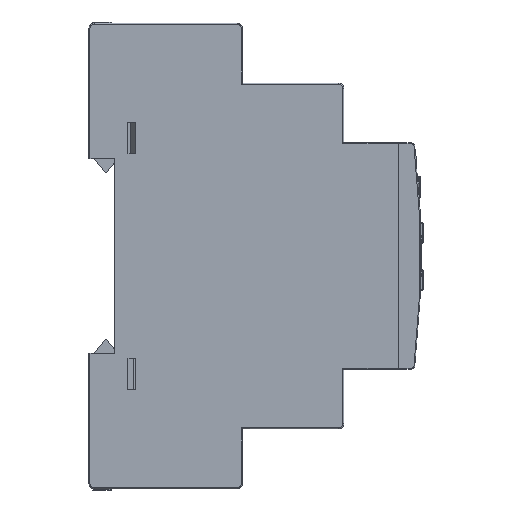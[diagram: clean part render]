
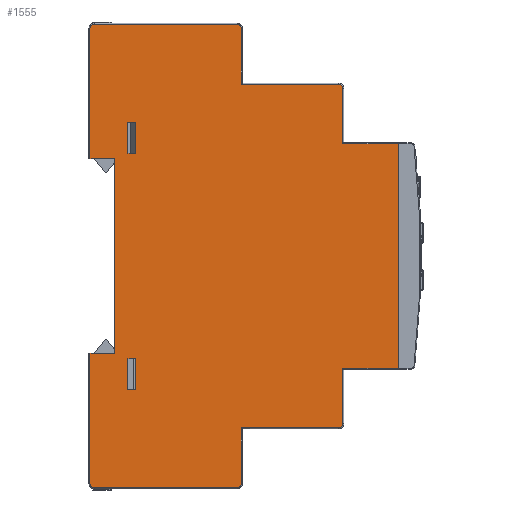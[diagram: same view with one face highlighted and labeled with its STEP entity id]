
A CAD part, left-side view. The second image highlights one B-rep face of the part: STEP entity #1555.
In plain terms, the highlighted planar face has unit normal (-1, 0, 0).
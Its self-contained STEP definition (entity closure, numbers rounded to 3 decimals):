
#1555=ADVANCED_FACE('',(#2727,#2729,#2731),#2733,.F.);
#2727=FACE_BOUND('',#2728,.T.);
#2728=EDGE_LOOP('',(#6524,#6525,#6526,#6527,#6528,#6529,#6530,#6531,#6532,#6533,
#6534,#6535,#6536,#6537,#6538,#6539,#6540,#6541,#6542,#6543,#6544,#6545));
#2729=FACE_BOUND('',#2730,.T.);
#2730=EDGE_LOOP('',(#6546,#6547,#6548,#6549));
#2731=FACE_BOUND('',#2732,.T.);
#2732=EDGE_LOOP('',(#6550,#6551,#6552,#6553));
#2733=PLANE('',#2734);
#2734=AXIS2_PLACEMENT_3D('',#2735,#2736,#2737);
#2735=CARTESIAN_POINT('',(0.,0.,0.));
#2736=DIRECTION('',(1.,0.,0.));
#2737=DIRECTION('',(0.,1.,0.));
#6524=ORIENTED_EDGE('',*,*,#9268,.F.);
#6525=ORIENTED_EDGE('',*,*,#9269,.F.);
#6526=ORIENTED_EDGE('',*,*,#9270,.F.);
#6527=ORIENTED_EDGE('',*,*,#9271,.F.);
#6528=ORIENTED_EDGE('',*,*,#9272,.F.);
#6529=ORIENTED_EDGE('',*,*,#9273,.F.);
#6530=ORIENTED_EDGE('',*,*,#9259,.F.);
#6531=ORIENTED_EDGE('',*,*,#9231,.F.);
#6532=ORIENTED_EDGE('',*,*,#9253,.F.);
#6533=ORIENTED_EDGE('',*,*,#9274,.F.);
#6534=ORIENTED_EDGE('',*,*,#9275,.F.);
#6535=ORIENTED_EDGE('',*,*,#9276,.F.);
#6536=ORIENTED_EDGE('',*,*,#9277,.F.);
#6537=ORIENTED_EDGE('',*,*,#9278,.F.);
#6538=ORIENTED_EDGE('',*,*,#9279,.F.);
#6539=ORIENTED_EDGE('',*,*,#9280,.F.);
#6540=ORIENTED_EDGE('',*,*,#9281,.F.);
#6541=ORIENTED_EDGE('',*,*,#9282,.F.);
#6542=ORIENTED_EDGE('',*,*,#9283,.F.);
#6543=ORIENTED_EDGE('',*,*,#9284,.F.);
#6544=ORIENTED_EDGE('',*,*,#9285,.F.);
#6545=ORIENTED_EDGE('',*,*,#9286,.F.);
#6546=ORIENTED_EDGE('',*,*,#9287,.T.);
#6547=ORIENTED_EDGE('',*,*,#9288,.T.);
#6548=ORIENTED_EDGE('',*,*,#9289,.T.);
#6549=ORIENTED_EDGE('',*,*,#9290,.T.);
#6550=ORIENTED_EDGE('',*,*,#9291,.T.);
#6551=ORIENTED_EDGE('',*,*,#9292,.T.);
#6552=ORIENTED_EDGE('',*,*,#9293,.T.);
#6553=ORIENTED_EDGE('',*,*,#9294,.T.);
#9231=EDGE_CURVE('',#10807,#10809,#10810,.T.);
#9253=EDGE_CURVE('',#10849,#10807,#10852,.T.);
#9259=EDGE_CURVE('',#10809,#10857,#10862,.T.);
#9268=EDGE_CURVE('',#10877,#10878,#10879,.T.);
#9269=EDGE_CURVE('',#10880,#10877,#10881,.T.);
#9270=EDGE_CURVE('',#10882,#10880,#10883,.T.);
#9271=EDGE_CURVE('',#10884,#10882,#10885,.T.);
#9272=EDGE_CURVE('',#10886,#10884,#10887,.T.);
#9273=EDGE_CURVE('',#10857,#10886,#10888,.T.);
#9274=EDGE_CURVE('',#10889,#10849,#10890,.T.);
#9275=EDGE_CURVE('',#10891,#10889,#10892,.T.);
#9276=EDGE_CURVE('',#10893,#10891,#10894,.T.);
#9277=EDGE_CURVE('',#10895,#10893,#10896,.T.);
#9278=EDGE_CURVE('',#10897,#10895,#10898,.T.);
#9279=EDGE_CURVE('',#10899,#10897,#10900,.T.);
#9280=EDGE_CURVE('',#10901,#10899,#10902,.T.);
#9281=EDGE_CURVE('',#10903,#10901,#10904,.T.);
#9282=EDGE_CURVE('',#10905,#10903,#10906,.T.);
#9283=EDGE_CURVE('',#10907,#10905,#10908,.T.);
#9284=EDGE_CURVE('',#10909,#10907,#10910,.T.);
#9285=EDGE_CURVE('',#10911,#10909,#10912,.T.);
#9286=EDGE_CURVE('',#10878,#10911,#10913,.T.);
#9287=EDGE_CURVE('',#10914,#10915,#10916,.T.);
#9288=EDGE_CURVE('',#10915,#10917,#10918,.T.);
#9289=EDGE_CURVE('',#10917,#10919,#10920,.T.);
#9290=EDGE_CURVE('',#10919,#10914,#10921,.T.);
#9291=EDGE_CURVE('',#10922,#10923,#10924,.T.);
#9292=EDGE_CURVE('',#10923,#10925,#10926,.T.);
#9293=EDGE_CURVE('',#10925,#10927,#10928,.T.);
#9294=EDGE_CURVE('',#10927,#10922,#10929,.T.);
#10807=VERTEX_POINT('',#13591);
#10809=VERTEX_POINT('',#13595);
#10810=LINE('',#13596,#13597);
#10849=VERTEX_POINT('',#13677);
#10852=LINE('',#13683,#13684);
#10857=VERTEX_POINT('',#13694);
#10862=LINE('',#13706,#13707);
#10877=VERTEX_POINT('',#13741);
#10878=VERTEX_POINT('',#13742);
#10879=LINE('',#13743,#13744);
#10880=VERTEX_POINT('',#13746);
#10881=LINE('',#13747,#13748);
#10882=VERTEX_POINT('',#13750);
#10883=CIRCLE('',#13751,0.8);
#10884=VERTEX_POINT('',#13755);
#10885=LINE('',#13756,#13757);
#10886=VERTEX_POINT('',#13759);
#10887=CIRCLE('',#13760,0.8);
#10888=LINE('',#13764,#13765);
#10889=VERTEX_POINT('',#13767);
#10890=LINE('',#13768,#13769);
#10891=VERTEX_POINT('',#13771);
#10892=CIRCLE('',#13772,0.8);
#10893=VERTEX_POINT('',#13776);
#10894=LINE('',#13777,#13778);
#10895=VERTEX_POINT('',#13780);
#10896=CIRCLE('',#13781,0.8);
#10897=VERTEX_POINT('',#13785);
#10898=LINE('',#13786,#13787);
#10899=VERTEX_POINT('',#13789);
#10900=LINE('',#13790,#13791);
#10901=VERTEX_POINT('',#13793);
#10902=CIRCLE('',#13794,0.8);
#10903=VERTEX_POINT('',#13798);
#10904=LINE('',#13799,#13800);
#10905=VERTEX_POINT('',#13802);
#10906=LINE('',#13803,#13804);
#10907=VERTEX_POINT('',#13806);
#10908=LINE('',#13807,#13808);
#10909=VERTEX_POINT('',#13810);
#10910=LINE('',#13811,#13812);
#10911=VERTEX_POINT('',#13814);
#10912=LINE('',#13815,#13816);
#10913=CIRCLE('',#13818,0.8);
#10914=VERTEX_POINT('',#13822);
#10915=VERTEX_POINT('',#13823);
#10916=LINE('',#13824,#13825);
#10917=VERTEX_POINT('',#13827);
#10918=LINE('',#13828,#13829);
#10919=VERTEX_POINT('',#13831);
#10920=LINE('',#13832,#13833);
#10921=LINE('',#13835,#13836);
#10922=VERTEX_POINT('',#13838);
#10923=VERTEX_POINT('',#13839);
#10924=LINE('',#13840,#13841);
#10925=VERTEX_POINT('',#13843);
#10926=LINE('',#13844,#13845);
#10927=VERTEX_POINT('',#13847);
#10928=LINE('',#13848,#13849);
#10929=LINE('',#13851,#13852);
#13591=CARTESIAN_POINT('',(0.,24.75,-18.75));
#13595=CARTESIAN_POINT('',(0.,24.75,18.75));
#13596=CARTESIAN_POINT('',(0.,24.75,-18.75));
#13597=VECTOR('',#13598,1.);
#13598=DIRECTION('',(0.,0.,1.));
#13677=CARTESIAN_POINT('',(0.,29.55,-18.75));
#13683=CARTESIAN_POINT('',(0.,29.55,-18.75));
#13684=VECTOR('',#13685,1.);
#13685=DIRECTION('',(0.,-1.,0.));
#13694=CARTESIAN_POINT('',(0.,29.55,18.75));
#13706=CARTESIAN_POINT('',(0.,24.75,18.75));
#13707=VECTOR('',#13708,1.);
#13708=DIRECTION('',(0.,1.,0.));
#13741=CARTESIAN_POINT('',(0.,0.45,33.05));
#13742=CARTESIAN_POINT('',(0.,-18.25,33.05));
#13743=CARTESIAN_POINT('',(0.,0.45,33.05));
#13744=VECTOR('',#13745,1.);
#13745=DIRECTION('',(0.,-1.,0.));
#13746=CARTESIAN_POINT('',(0.,0.45,43.75));
#13747=CARTESIAN_POINT('',(0.,0.45,43.75));
#13748=VECTOR('',#13749,1.);
#13749=DIRECTION('',(0.,0.,-1.));
#13750=CARTESIAN_POINT('',(0.,1.25,44.55));
#13751=AXIS2_PLACEMENT_3D('',#13752,#13753,#13754);
#13752=CARTESIAN_POINT('',(0.,1.25,43.75));
#13753=DIRECTION('',(1.,0.,0.));
#13754=DIRECTION('',(0.,0.,1.));
#13755=CARTESIAN_POINT('',(0.,28.75,44.55));
#13756=CARTESIAN_POINT('',(0.,28.75,44.55));
#13757=VECTOR('',#13758,1.);
#13758=DIRECTION('',(0.,-1.,0.));
#13759=CARTESIAN_POINT('',(0.,29.55,43.75));
#13760=AXIS2_PLACEMENT_3D('',#13761,#13762,#13763);
#13761=CARTESIAN_POINT('',(0.,28.75,43.75));
#13762=DIRECTION('',(1.,0.,0.));
#13763=DIRECTION('',(0.,1.,0.));
#13764=CARTESIAN_POINT('',(0.,29.55,18.75));
#13765=VECTOR('',#13766,1.);
#13766=DIRECTION('',(0.,0.,1.));
#13767=CARTESIAN_POINT('',(0.,29.55,-43.75));
#13768=CARTESIAN_POINT('',(0.,29.55,-43.75));
#13769=VECTOR('',#13770,1.);
#13770=DIRECTION('',(0.,0.,1.));
#13771=CARTESIAN_POINT('',(0.,28.75,-44.55));
#13772=AXIS2_PLACEMENT_3D('',#13773,#13774,#13775);
#13773=CARTESIAN_POINT('',(0.,28.75,-43.75));
#13774=DIRECTION('',(1.,0.,0.));
#13775=DIRECTION('',(0.,0.,-1.));
#13776=CARTESIAN_POINT('',(0.,1.25,-44.55));
#13777=CARTESIAN_POINT('',(0.,1.25,-44.55));
#13778=VECTOR('',#13779,1.);
#13779=DIRECTION('',(0.,1.,0.));
#13780=CARTESIAN_POINT('',(0.,0.45,-43.75));
#13781=AXIS2_PLACEMENT_3D('',#13782,#13783,#13784);
#13782=CARTESIAN_POINT('',(0.,1.25,-43.75));
#13783=DIRECTION('',(1.,0.,0.));
#13784=DIRECTION('',(0.,-1.,0.));
#13785=CARTESIAN_POINT('',(0.,0.45,-33.05));
#13786=CARTESIAN_POINT('',(0.,0.45,-33.05));
#13787=VECTOR('',#13788,1.);
#13788=DIRECTION('',(0.,0.,-1.));
#13789=CARTESIAN_POINT('',(0.,-18.25,-33.05));
#13790=CARTESIAN_POINT('',(0.,-18.25,-33.05));
#13791=VECTOR('',#13792,1.);
#13792=DIRECTION('',(0.,1.,0.));
#13793=CARTESIAN_POINT('',(0.,-19.05,-32.25));
#13794=AXIS2_PLACEMENT_3D('',#13795,#13796,#13797);
#13795=CARTESIAN_POINT('',(0.,-18.25,-32.25));
#13796=DIRECTION('',(1.,0.,0.));
#13797=DIRECTION('',(0.,-1.,0.));
#13798=CARTESIAN_POINT('',(0.,-19.05,-21.55));
#13799=CARTESIAN_POINT('',(0.,-19.05,-21.55));
#13800=VECTOR('',#13801,1.);
#13801=DIRECTION('',(0.,0.,-1.));
#13802=CARTESIAN_POINT('',(0.,-29.75,-21.55));
#13803=CARTESIAN_POINT('',(0.,-29.75,-21.55));
#13804=VECTOR('',#13805,1.);
#13805=DIRECTION('',(0.,1.,0.));
#13806=CARTESIAN_POINT('',(0.,-29.75,21.55));
#13807=CARTESIAN_POINT('',(0.,-29.75,21.55));
#13808=VECTOR('',#13809,1.);
#13809=DIRECTION('',(0.,0.,-1.));
#13810=CARTESIAN_POINT('',(0.,-19.05,21.55));
#13811=CARTESIAN_POINT('',(0.,-19.05,21.55));
#13812=VECTOR('',#13813,1.);
#13813=DIRECTION('',(0.,-1.,0.));
#13814=CARTESIAN_POINT('',(0.,-19.05,32.25));
#13815=CARTESIAN_POINT('',(0.,-19.05,32.25));
#13816=VECTOR('',#13817,1.);
#13817=DIRECTION('',(0.,0.,-1.));
#13818=AXIS2_PLACEMENT_3D('',#13819,#13820,#13821);
#13819=CARTESIAN_POINT('',(0.,-18.25,32.25));
#13820=DIRECTION('',(1.,0.,0.));
#13821=DIRECTION('',(0.,0.,1.));
#13822=CARTESIAN_POINT('',(0.,20.75,-25.75));
#13823=CARTESIAN_POINT('',(0.,22.25,-25.75));
#13824=CARTESIAN_POINT('',(0.,20.75,-25.75));
#13825=VECTOR('',#13826,1.);
#13826=DIRECTION('',(0.,1.,0.));
#13827=CARTESIAN_POINT('',(0.,22.25,-19.75));
#13828=CARTESIAN_POINT('',(0.,22.25,-25.75));
#13829=VECTOR('',#13830,1.);
#13830=DIRECTION('',(0.,0.,1.));
#13831=CARTESIAN_POINT('',(0.,20.75,-19.75));
#13832=CARTESIAN_POINT('',(0.,22.25,-19.75));
#13833=VECTOR('',#13834,1.);
#13834=DIRECTION('',(0.,-1.,0.));
#13835=CARTESIAN_POINT('',(0.,20.75,-19.75));
#13836=VECTOR('',#13837,1.);
#13837=DIRECTION('',(0.,0.,-1.));
#13838=CARTESIAN_POINT('',(0.,20.75,19.75));
#13839=CARTESIAN_POINT('',(0.,22.25,19.75));
#13840=CARTESIAN_POINT('',(0.,20.75,19.75));
#13841=VECTOR('',#13842,1.);
#13842=DIRECTION('',(0.,1.,0.));
#13843=CARTESIAN_POINT('',(0.,22.25,25.75));
#13844=CARTESIAN_POINT('',(0.,22.25,19.75));
#13845=VECTOR('',#13846,1.);
#13846=DIRECTION('',(0.,0.,1.));
#13847=CARTESIAN_POINT('',(0.,20.75,25.75));
#13848=CARTESIAN_POINT('',(0.,22.25,25.75));
#13849=VECTOR('',#13850,1.);
#13850=DIRECTION('',(0.,-1.,0.));
#13851=CARTESIAN_POINT('',(0.,20.75,25.75));
#13852=VECTOR('',#13853,1.);
#13853=DIRECTION('',(0.,0.,-1.));
